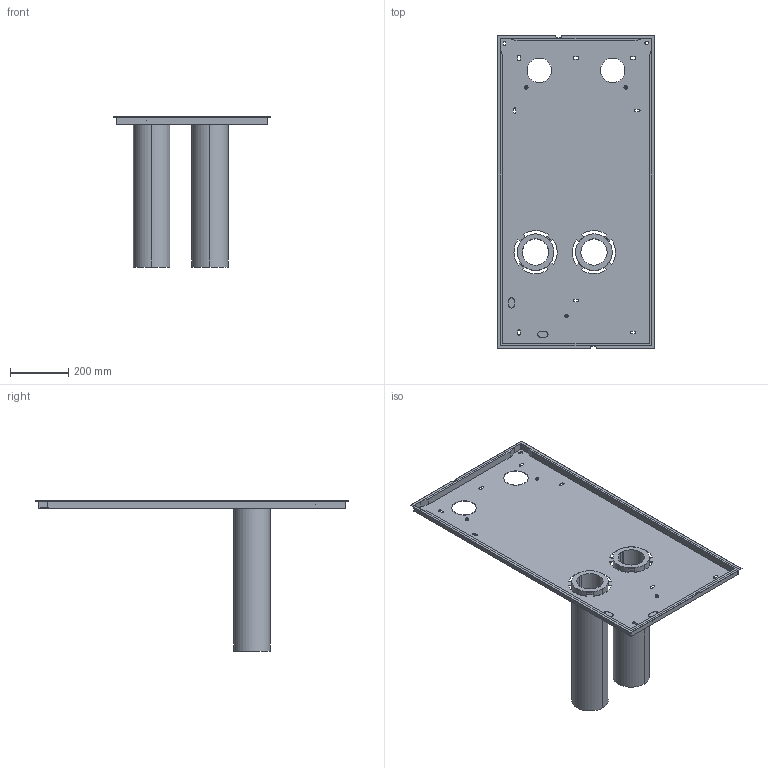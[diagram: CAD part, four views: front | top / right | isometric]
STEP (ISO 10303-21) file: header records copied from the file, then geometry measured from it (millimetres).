
FILE_DESCRIPTION(('Creo Elements/Direct Modeling STEP Export'),'2;1');
FILE_NAME('WS-75-RSAP_Rohbaumontage-Set-Aufputz.stp','2020-02-18T18:26:20',(''),(''),'PTC Creo Elements/Direct Modeling STEP processor for AP214 (Solid Model)','PTC Creo Elements/Direct Modeling 19.0C 15-Aug-2015 (C) Parametric Technology GmbH','');
FILE_SCHEMA(('AUTOMOTIVE_DESIGN { 1 0 10303 214 1 1 1 1 }'));
Length unit declared in the file: millimetre
Products named in the file (4): 1-Aufputz-Kasten; 2-EPP-Wanddurchführung-d125_a; 2-EPP-Wanddurchführung-d125_b; WS-75-RSAP_Rohbaumontage-Set-Aufputz
Assembly tree (3 placements, depth 2):
  WS-75-RSAP_Rohbaumontage-Set-Aufputz
    2-EPP-Wanddurchführung-d125_b
    2-EPP-Wanddurchführung-d125_a
    1-Aufputz-Kasten
Bounding box: 538 x 1070 x 514 mm (x, y, z)
Volume: 6993998.6 mm3; surface area: 1930778.8 mm2
Topology: 3 solids, 3 shells, 314 faces, 862 edges, 566 vertices
Faces by surface type: plane 152, cylinder 116, cone 36, torus 10
Entity records: 12681 total; most frequent: CARTESIAN_POINT 4002, ORIENTED_EDGE 1724, DIRECTION 1548, EDGE_CURVE 862, VERTEX_POINT 566, AXIS2_PLACEMENT_3D 526, VECTOR 496, LINE 496
